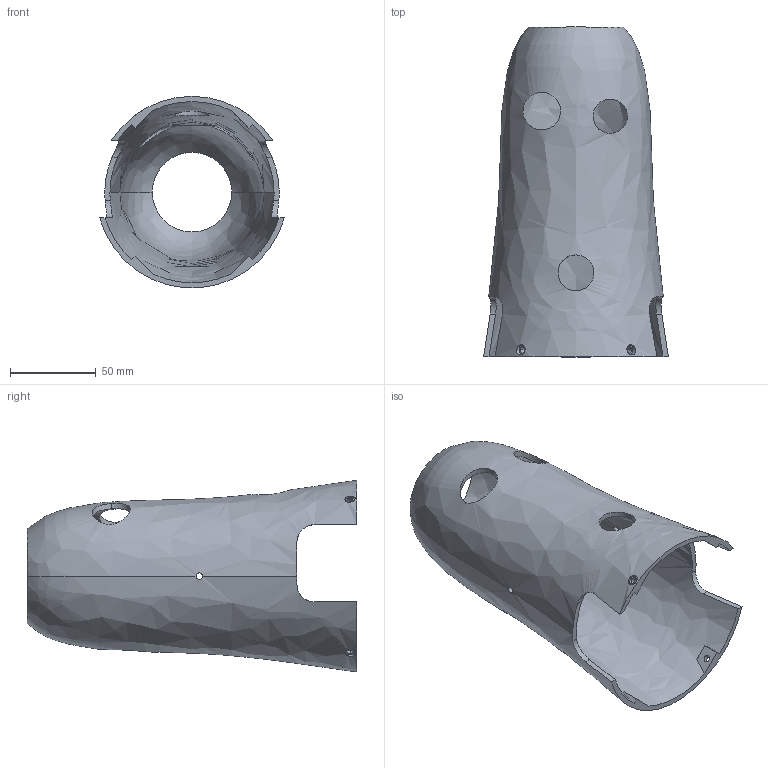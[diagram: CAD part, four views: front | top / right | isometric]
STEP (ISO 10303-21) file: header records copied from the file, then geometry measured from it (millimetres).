
FILE_DESCRIPTION (( 'STEP AP214' ), '1' );
FILE_NAME ('haniwa_face.STEP', '2025-01-07T01:03:52', ( '' ), ( '' ), 'SwSTEP 2.0', 'SolidWorks 2024', '' );
FILE_SCHEMA (( 'AUTOMOTIVE_DESIGN' ));
Length unit declared in the file: millimetre
Products named in the file (1): haniwa_face
Bounding box: 107.91 x 192.7 x 111.79 mm (x, y, z)
Volume: 149774.3 mm3; surface area: 102930.1 mm2
Topology: 1 solids, 1 shells, 59 faces, 174 edges, 116 vertices
Faces by surface type: cylinder 30, plane 25, bspline 4
Entity records: 3453 total; most frequent: CARTESIAN_POINT 1916, ORIENTED_EDGE 348, DIRECTION 266, EDGE_CURVE 174, VERTEX_POINT 116, AXIS2_PLACEMENT_3D 104, EDGE_LOOP 78, B_SPLINE_CURVE_WITH_KNOTS 68
